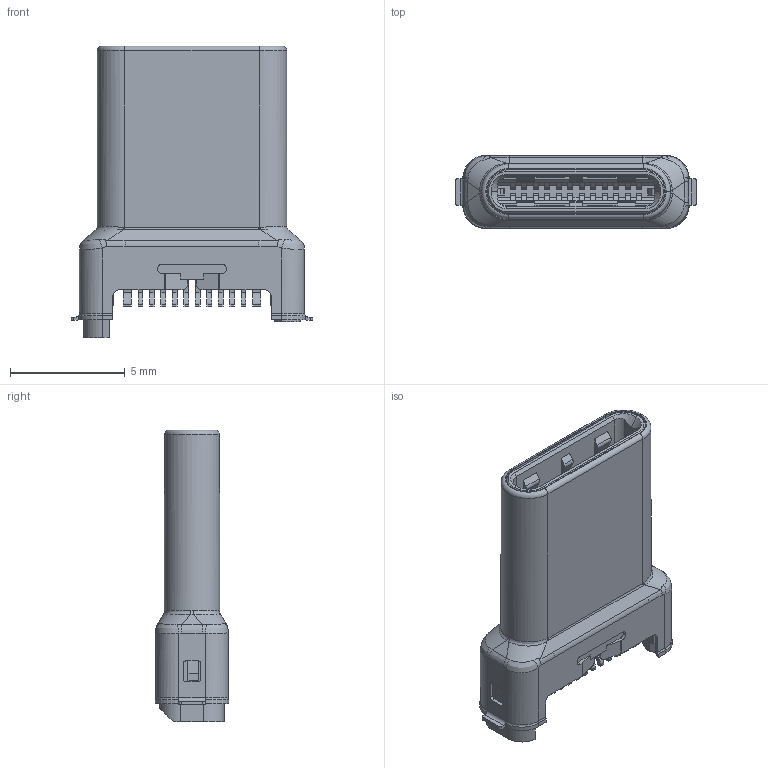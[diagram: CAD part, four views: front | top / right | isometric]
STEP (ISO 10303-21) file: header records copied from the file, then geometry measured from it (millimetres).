
FILE_DESCRIPTION (( 'STEP AP203' ), '1' );
FILE_NAME ('K3D-DX07P024MA2-V3_JAE_Proprietary.step', '2023-01-26T06:44:48', ( '' ), ( '' ), 'SwSTEP 2.0', 'SolidWorks 2021', '' );
FILE_SCHEMA (( 'CONFIG_CONTROL_DESIGN' ));
Length unit declared in the file: millimetre
Products named in the file (1): K3D-DX07P024MA2-V3_JAE_Proprietary
Bounding box: 10.5 x 3.21 x 12.7 mm (x, y, z)
Volume: 194.4 mm3; surface area: 479 mm2
Topology: 1 solids, 5 shells, 937 faces, 2537 edges, 1657 vertices
Faces by surface type: plane 590, cylinder 274, bspline 48, cone 14, torus 11
Entity records: 30980 total; most frequent: CARTESIAN_POINT 7344, ORIENTED_EDGE 5066, DIRECTION 4692, EDGE_CURVE 2533, LINE 1830, VECTOR 1830, VERTEX_POINT 1657, AXIS2_PLACEMENT_3D 1431
